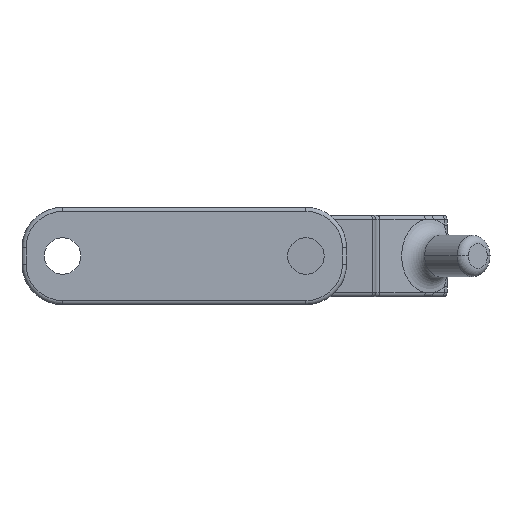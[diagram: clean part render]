
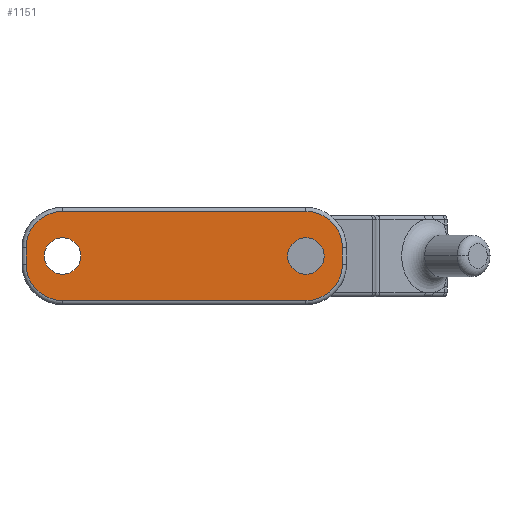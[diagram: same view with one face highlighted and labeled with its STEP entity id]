
A CAD part, front view. The second image highlights one B-rep face of the part: STEP entity #1151.
In plain terms, the highlighted planar face has unit normal (0, -1, 0).
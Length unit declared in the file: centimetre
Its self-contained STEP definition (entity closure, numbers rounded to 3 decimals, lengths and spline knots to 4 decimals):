
#60 = DIRECTION ( 'NONE',  ( 0., 1., 0. ) ) ;
#344 = DIRECTION ( 'NONE',  ( 0., 0., 1. ) ) ;
#373 = CARTESIAN_POINT ( 'NONE',  ( 0.5, 0., 1.15 ) ) ;
#405 = VERTEX_POINT ( 'NONE', #3727 ) ;
#421 = CIRCLE ( 'NONE', #5823, 0.225 ) ;
#461 = VERTEX_POINT ( 'NONE', #811 ) ;
#687 = CARTESIAN_POINT ( 'NONE',  ( 3.95, 0., 0.5 ) ) ;
#801 = LINE ( 'NONE', #5252, #6672 ) ;
#811 = CARTESIAN_POINT ( 'NONE',  ( 3.95, 0., 0.7 ) ) ;
#834 = CIRCLE ( 'NONE', #6121, 0.45 ) ;
#878 = CARTESIAN_POINT ( 'NONE',  ( 3.5, 0., 0.5 ) ) ;
#881 = PLANE ( 'NONE',  #5323 ) ;
#910 = VERTEX_POINT ( 'NONE', #6190 ) ;
#1070 = EDGE_LOOP ( 'NONE', ( #2744, #6517 ) ) ;
#1105 = AXIS2_PLACEMENT_3D ( 'NONE', #2688, #60, #5298 ) ;
#1114 = DIRECTION ( 'NONE',  ( -1., 0., 0. ) ) ;
#1132 = AXIS2_PLACEMENT_3D ( 'NONE', #5663, #6191, #3629 ) ;
#1151 = ADVANCED_FACE ( 'NONE', ( #5181, #3462, #2334 ), #881, .F. ) ;
#1156 = DIRECTION ( 'NONE',  ( 0., -1., 0. ) ) ;
#1200 = VECTOR ( 'NONE', #5017, 100. ) ;
#1259 = CIRCLE ( 'NONE', #1686, 0.225 ) ;
#1350 = VECTOR ( 'NONE', #5932, 100. ) ;
#1381 = DIRECTION ( 'NONE',  ( 0., 1., 0. ) ) ;
#1388 = CARTESIAN_POINT ( 'NONE',  ( 3.95, 0., 1.2 ) ) ;
#1427 = ORIENTED_EDGE ( 'NONE', *, *, #3933, .T. ) ;
#1492 = VERTEX_POINT ( 'NONE', #6521 ) ;
#1530 = ORIENTED_EDGE ( 'NONE', *, *, #3724, .T. ) ;
#1532 = DIRECTION ( 'NONE',  ( 0., -1., 0. ) ) ;
#1632 = ORIENTED_EDGE ( 'NONE', *, *, #2120, .T. ) ;
#1686 = AXIS2_PLACEMENT_3D ( 'NONE', #5001, #5022, #2926 ) ;
#1802 = CARTESIAN_POINT ( 'NONE',  ( 0.5, 0., 0.05 ) ) ;
#1865 = CARTESIAN_POINT ( 'NONE',  ( 3.5, 0., 0.825 ) ) ;
#1900 = EDGE_CURVE ( 'NONE', #5535, #461, #4293, .T. ) ;
#1916 = CARTESIAN_POINT ( 'NONE',  ( 0., 0., 1.2 ) ) ;
#2034 = DIRECTION ( 'NONE',  ( 0., 0., 1. ) ) ;
#2044 = EDGE_CURVE ( 'NONE', #5062, #4078, #801, .T. ) ;
#2110 = VERTEX_POINT ( 'NONE', #5267 ) ;
#2120 = EDGE_CURVE ( 'NONE', #3402, #910, #5490, .T. ) ;
#2153 = CIRCLE ( 'NONE', #3108, 0.45 ) ;
#2159 = CARTESIAN_POINT ( 'NONE',  ( 0.5, 0., 0.6 ) ) ;
#2217 = DIRECTION ( 'NONE',  ( 0., 0., 1. ) ) ;
#2244 = AXIS2_PLACEMENT_3D ( 'NONE', #878, #5999, #344 ) ;
#2334 = FACE_BOUND ( 'NONE', #2775, .T. ) ;
#2343 = DIRECTION ( 'NONE',  ( 0., 0., 1. ) ) ;
#2474 = VECTOR ( 'NONE', #3230, 100. ) ;
#2483 = DIRECTION ( 'NONE',  ( 0., 0., 1. ) ) ;
#2626 = VERTEX_POINT ( 'NONE', #1865 ) ;
#2688 = CARTESIAN_POINT ( 'NONE',  ( 3.5, 0., 0.6 ) ) ;
#2744 = ORIENTED_EDGE ( 'NONE', *, *, #5685, .T. ) ;
#2775 = EDGE_LOOP ( 'NONE', ( #1632, #1530 ) ) ;
#2783 = EDGE_CURVE ( 'NONE', #461, #5062, #2153, .T. ) ;
#2814 = CARTESIAN_POINT ( 'NONE',  ( 0.5, 0., 0.825 ) ) ;
#2926 = DIRECTION ( 'NONE',  ( 0., 0., 1. ) ) ;
#2947 = EDGE_CURVE ( 'NONE', #2110, #3661, #3449, .T. ) ;
#2976 = ORIENTED_EDGE ( 'NONE', *, *, #6368, .T. ) ;
#3040 = EDGE_CURVE ( 'NONE', #405, #2110, #5475, .T. ) ;
#3108 = AXIS2_PLACEMENT_3D ( 'NONE', #4020, #1532, #2034 ) ;
#3230 = DIRECTION ( 'NONE',  ( 0., 0., -1. ) ) ;
#3365 = AXIS2_PLACEMENT_3D ( 'NONE', #2159, #6285, #6225 ) ;
#3402 = VERTEX_POINT ( 'NONE', #2814 ) ;
#3439 = CARTESIAN_POINT ( 'NONE',  ( 3.5, 0., 0.05 ) ) ;
#3449 = CIRCLE ( 'NONE', #1132, 0.45 ) ;
#3462 = FACE_BOUND ( 'NONE', #1070, .T. ) ;
#3600 = ORIENTED_EDGE ( 'NONE', *, *, #1900, .T. ) ;
#3629 = DIRECTION ( 'NONE',  ( 0., 0., 1. ) ) ;
#3661 = VERTEX_POINT ( 'NONE', #1802 ) ;
#3724 = EDGE_CURVE ( 'NONE', #910, #3402, #1259, .T. ) ;
#3727 = CARTESIAN_POINT ( 'NONE',  ( 0.05, 0., 0.7 ) ) ;
#3797 = CARTESIAN_POINT ( 'NONE',  ( 3.5, 0., 1.15 ) ) ;
#3933 = EDGE_CURVE ( 'NONE', #3661, #4154, #6179, .T. ) ;
#4017 = CARTESIAN_POINT ( 'NONE',  ( 3.5, 0., 0.6 ) ) ;
#4020 = CARTESIAN_POINT ( 'NONE',  ( 3.5, 0., 0.7 ) ) ;
#4078 = VERTEX_POINT ( 'NONE', #373 ) ;
#4154 = VERTEX_POINT ( 'NONE', #3439 ) ;
#4156 = ORIENTED_EDGE ( 'NONE', *, *, #3040, .T. ) ;
#4293 = LINE ( 'NONE', #1388, #1200 ) ;
#4315 = CIRCLE ( 'NONE', #1105, 0.225 ) ;
#4532 = DIRECTION ( 'NONE',  ( 0., 1., 0. ) ) ;
#4963 = CARTESIAN_POINT ( 'NONE',  ( 3.5, 0., 0.05 ) ) ;
#5001 = CARTESIAN_POINT ( 'NONE',  ( 0.5, 0., 0.6 ) ) ;
#5017 = DIRECTION ( 'NONE',  ( 0., 0., 1. ) ) ;
#5022 = DIRECTION ( 'NONE',  ( 0., 1., 0. ) ) ;
#5062 = VERTEX_POINT ( 'NONE', #3797 ) ;
#5070 = ORIENTED_EDGE ( 'NONE', *, *, #2044, .T. ) ;
#5181 = FACE_OUTER_BOUND ( 'NONE', #5620, .T. ) ;
#5252 = CARTESIAN_POINT ( 'NONE',  ( 0., 0., 1.15 ) ) ;
#5267 = CARTESIAN_POINT ( 'NONE',  ( 0.05, 0., 0.5 ) ) ;
#5298 = DIRECTION ( 'NONE',  ( 0., 0., 1. ) ) ;
#5323 = AXIS2_PLACEMENT_3D ( 'NONE', #1916, #1381, #2343 ) ;
#5475 = LINE ( 'NONE', #6339, #2474 ) ;
#5490 = CIRCLE ( 'NONE', #3365, 0.225 ) ;
#5535 = VERTEX_POINT ( 'NONE', #687 ) ;
#5620 = EDGE_LOOP ( 'NONE', ( #5070, #2976, #4156, #6427, #1427, #6113, #3600, #5914 ) ) ;
#5663 = CARTESIAN_POINT ( 'NONE',  ( 0.5, 0., 0.5 ) ) ;
#5685 = EDGE_CURVE ( 'NONE', #2626, #1492, #4315, .T. ) ;
#5822 = EDGE_CURVE ( 'NONE', #1492, #2626, #421, .T. ) ;
#5823 = AXIS2_PLACEMENT_3D ( 'NONE', #4017, #4532, #2483 ) ;
#5914 = ORIENTED_EDGE ( 'NONE', *, *, #2783, .T. ) ;
#5932 = DIRECTION ( 'NONE',  ( 1., 0., 0. ) ) ;
#5999 = DIRECTION ( 'NONE',  ( 0., -1., 0. ) ) ;
#6113 = ORIENTED_EDGE ( 'NONE', *, *, #6657, .T. ) ;
#6121 = AXIS2_PLACEMENT_3D ( 'NONE', #6345, #1156, #2217 ) ;
#6179 = LINE ( 'NONE', #4963, #1350 ) ;
#6190 = CARTESIAN_POINT ( 'NONE',  ( 0.5, 0., 0.375 ) ) ;
#6191 = DIRECTION ( 'NONE',  ( 0., -1., 0. ) ) ;
#6225 = DIRECTION ( 'NONE',  ( 0., 0., 1. ) ) ;
#6285 = DIRECTION ( 'NONE',  ( 0., 1., 0. ) ) ;
#6339 = CARTESIAN_POINT ( 'NONE',  ( 0.05, 0., 1.2 ) ) ;
#6345 = CARTESIAN_POINT ( 'NONE',  ( 0.5, 0., 0.7 ) ) ;
#6368 = EDGE_CURVE ( 'NONE', #4078, #405, #834, .T. ) ;
#6427 = ORIENTED_EDGE ( 'NONE', *, *, #2947, .T. ) ;
#6517 = ORIENTED_EDGE ( 'NONE', *, *, #5822, .T. ) ;
#6521 = CARTESIAN_POINT ( 'NONE',  ( 3.5, 0., 0.375 ) ) ;
#6540 = CIRCLE ( 'NONE', #2244, 0.45 ) ;
#6657 = EDGE_CURVE ( 'NONE', #4154, #5535, #6540, .T. ) ;
#6672 = VECTOR ( 'NONE', #1114, 100. ) ;
